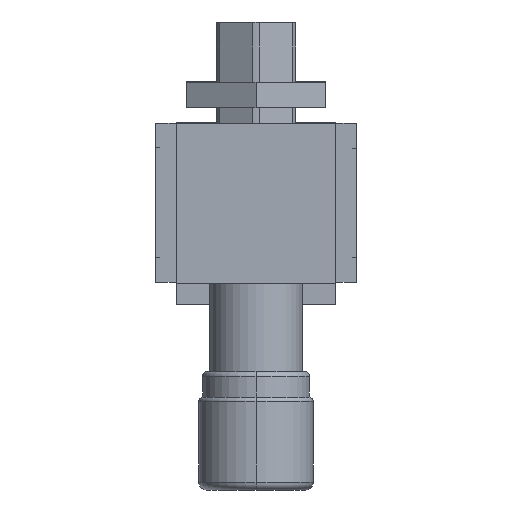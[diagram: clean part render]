
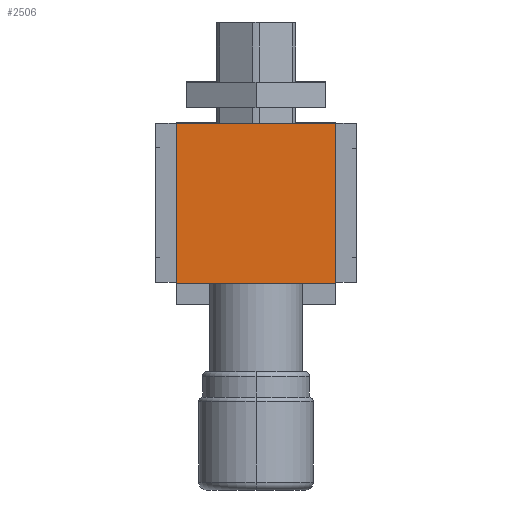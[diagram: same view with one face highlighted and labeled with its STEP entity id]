
A CAD part, front view. The second image highlights one B-rep face of the part: STEP entity #2506.
In plain terms, the highlighted planar face has unit normal (0, -1, 0).
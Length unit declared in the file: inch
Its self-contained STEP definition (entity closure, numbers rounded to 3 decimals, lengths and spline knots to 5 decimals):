
#2063=DIRECTION('',(1.,0.,0.));
#2064=VECTOR('',#2063,1.);
#2065=CARTESIAN_POINT('',(-0.5,0.,0.5));
#2066=LINE('',#2065,#2064);
#2067=DIRECTION('',(0.,0.,-1.));
#2068=VECTOR('',#2067,1.);
#2069=CARTESIAN_POINT('',(0.5,0.,0.5));
#2070=LINE('',#2069,#2068);
#2071=DIRECTION('',(-1.,0.,0.));
#2072=VECTOR('',#2071,1.);
#2073=CARTESIAN_POINT('',(0.5,0.,-0.5));
#2074=LINE('',#2073,#2072);
#2075=DIRECTION('',(0.,0.,1.));
#2076=VECTOR('',#2075,1.);
#2077=CARTESIAN_POINT('',(-0.5,0.,-0.5));
#2078=LINE('',#2077,#2076);
#2405=CARTESIAN_POINT('',(-0.5,0.,0.5));
#2406=CARTESIAN_POINT('',(0.5,0.,0.5));
#2407=VERTEX_POINT('',#2405);
#2408=VERTEX_POINT('',#2406);
#2409=CARTESIAN_POINT('',(0.5,0.,-0.5));
#2410=VERTEX_POINT('',#2409);
#2411=CARTESIAN_POINT('',(-0.5,0.,-0.5));
#2412=VERTEX_POINT('',#2411);
#2491=CARTESIAN_POINT('',(0.,0.,0.));
#2492=DIRECTION('',(0.,1.,0.));
#2493=DIRECTION('',(0.,0.,-1.));
#2494=AXIS2_PLACEMENT_3D('',#2491,#2492,#2493);
#2495=PLANE('',#2494);
#2497=ORIENTED_EDGE('',*,*,#2496,.T.);
#2499=ORIENTED_EDGE('',*,*,#2498,.T.);
#2501=ORIENTED_EDGE('',*,*,#2500,.T.);
#2503=ORIENTED_EDGE('',*,*,#2502,.T.);
#2504=EDGE_LOOP('',(#2497,#2499,#2501,#2503));
#2505=FACE_OUTER_BOUND('',#2504,.F.);
#2506=ADVANCED_FACE('',(#2505),#2495,.F.);
#2496=EDGE_CURVE('',#2407,#2408,#2066,.T.);
#2498=EDGE_CURVE('',#2408,#2410,#2070,.T.);
#2500=EDGE_CURVE('',#2410,#2412,#2074,.T.);
#2502=EDGE_CURVE('',#2412,#2407,#2078,.T.);
